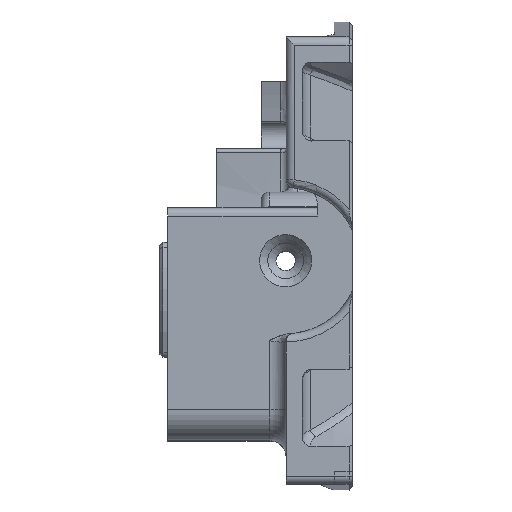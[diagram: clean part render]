
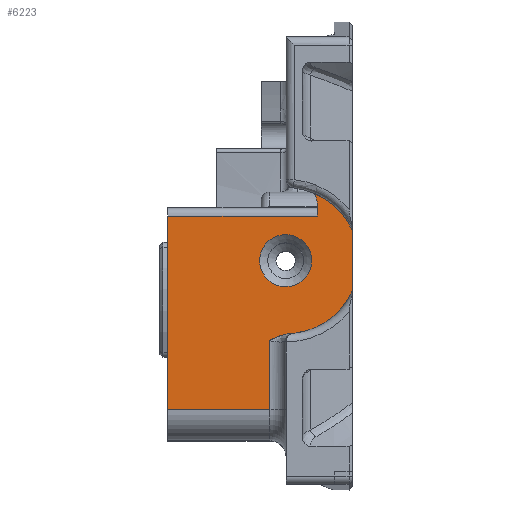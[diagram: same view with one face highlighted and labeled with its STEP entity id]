
A CAD part, top view. The second image highlights one B-rep face of the part: STEP entity #6223.
In plain terms, the highlighted planar face has unit normal (0, 0, 1).
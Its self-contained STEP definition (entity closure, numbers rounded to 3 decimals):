
#29=FACE_BOUND('',#1030,.T.);
#195=PLANE('',#6903);
#296=B_SPLINE_CURVE_WITH_KNOTS('',3,(#10319,#10320,#10321,#10322,#10323,
#10324,#10325,#10326,#10327,#10328),.UNSPECIFIED.,.F.,.F.,(4,2,2,2,4),(-0.302,
-0.302,-0.133,-0.031,0.),
 .UNSPECIFIED.);
#301=B_SPLINE_CURVE_WITH_KNOTS('',3,(#10412,#10413,#10414,#10415,#10416,
#10417),.UNSPECIFIED.,.F.,.F.,(4,2,4),(0.,0.04,
0.081),.UNSPECIFIED.);
#302=B_SPLINE_CURVE_WITH_KNOTS('',3,(#10470,#10471,#10472,#10473,#10474,
#10475,#10476,#10477),.UNSPECIFIED.,.F.,.F.,(4,2,2,4),(0.,0.048,
0.094,0.198),.UNSPECIFIED.);
#673=FACE_OUTER_BOUND('',#1029,.T.);
#1029=EDGE_LOOP('',(#5480,#5481,#5482,#5483,#5484,#5485,#5486,#5487,#5488,
#5489,#5490,#5491,#5492));
#1030=EDGE_LOOP('',(#5493));
#1299=LINE('',#10109,#1781);
#1342=LINE('',#10421,#1824);
#1369=LINE('',#10601,#1851);
#1396=LINE('',#11041,#1878);
#1398=LINE('',#11045,#1880);
#1493=LINE('',#11696,#1975);
#1781=VECTOR('',#7764,10.);
#1824=VECTOR('',#7959,10.);
#1851=VECTOR('',#8094,10.);
#1878=VECTOR('',#8283,10.);
#1880=VECTOR('',#8289,3.8);
#1975=VECTOR('',#8606,10.);
#2348=CIRCLE('',#6814,3.2);
#2376=CIRCLE('',#6904,9.);
#2377=CIRCLE('',#6905,9.);
#2378=CIRCLE('',#6906,9.);
#2379=CIRCLE('',#6907,9.);
#2676=VERTEX_POINT('',#10106);
#2677=VERTEX_POINT('',#10108);
#2716=VERTEX_POINT('',#10317);
#2717=VERTEX_POINT('',#10318);
#2729=VERTEX_POINT('',#10404);
#2730=VERTEX_POINT('',#10411);
#2731=VERTEX_POINT('',#10420);
#2765=VERTEX_POINT('',#10598);
#2766=VERTEX_POINT('',#10600);
#2837=VERTEX_POINT('',#11291);
#2925=VERTEX_POINT('',#11692);
#2926=VERTEX_POINT('',#11693);
#2927=VERTEX_POINT('',#11695);
#2928=VERTEX_POINT('',#11697);
#3399=EDGE_CURVE('',#2677,#2676,#1299,.T.);
#3472=EDGE_CURVE('',#2716,#2717,#296,.F.);
#3492=EDGE_CURVE('',#2729,#2730,#301,.T.);
#3494=EDGE_CURVE('',#2717,#2731,#1342,.T.);
#3504=EDGE_CURVE('',#2729,#2677,#302,.F.);
#3554=EDGE_CURVE('',#2765,#2766,#1369,.T.);
#3643=EDGE_CURVE('',#2766,#2676,#1396,.T.);
#3645=EDGE_CURVE('',#2731,#2765,#1398,.T.);
#3676=EDGE_CURVE('',#2837,#2837,#2348,.T.);
#3814=EDGE_CURVE('',#2925,#2926,#2376,.T.);
#3815=EDGE_CURVE('',#2925,#2927,#1493,.T.);
#3816=EDGE_CURVE('',#2928,#2927,#2377,.T.);
#3817=EDGE_CURVE('',#2730,#2928,#2378,.T.);
#3818=EDGE_CURVE('',#2926,#2716,#2379,.T.);
#5480=ORIENTED_EDGE('',*,*,#3814,.F.);
#5481=ORIENTED_EDGE('',*,*,#3815,.T.);
#5482=ORIENTED_EDGE('',*,*,#3816,.F.);
#5483=ORIENTED_EDGE('',*,*,#3817,.F.);
#5484=ORIENTED_EDGE('',*,*,#3492,.F.);
#5485=ORIENTED_EDGE('',*,*,#3504,.T.);
#5486=ORIENTED_EDGE('',*,*,#3399,.T.);
#5487=ORIENTED_EDGE('',*,*,#3643,.F.);
#5488=ORIENTED_EDGE('',*,*,#3554,.F.);
#5489=ORIENTED_EDGE('',*,*,#3645,.F.);
#5490=ORIENTED_EDGE('',*,*,#3494,.F.);
#5491=ORIENTED_EDGE('',*,*,#3472,.F.);
#5492=ORIENTED_EDGE('',*,*,#3818,.F.);
#5493=ORIENTED_EDGE('',*,*,#3676,.T.);
#6223=ADVANCED_FACE('',(#673,#29),#195,.T.);
#6814=AXIS2_PLACEMENT_3D('',#11293,#8340,#8341);
#6903=AXIS2_PLACEMENT_3D('',#11691,#8602,#8603);
#6904=AXIS2_PLACEMENT_3D('',#11694,#8604,#8605);
#6905=AXIS2_PLACEMENT_3D('',#11698,#8607,#8608);
#6906=AXIS2_PLACEMENT_3D('',#11699,#8609,#8610);
#6907=AXIS2_PLACEMENT_3D('',#11700,#8611,#8612);
#7764=DIRECTION('',(0.,-1.,0.));
#7959=DIRECTION('',(0.,-1.,0.));
#8094=DIRECTION('',(0.,1.,0.));
#8283=DIRECTION('',(1.,0.,0.));
#8289=DIRECTION('',(-1.,0.,0.));
#8340=DIRECTION('center_axis',(0.,0.,
-1.));
#8341=DIRECTION('ref_axis',(0.,1.,0.));
#8602=DIRECTION('center_axis',(0.,0.,
1.));
#8603=DIRECTION('ref_axis',(-1.,0.,0.));
#8604=DIRECTION('center_axis',(0.,0.,
-1.));
#8605=DIRECTION('ref_axis',(1.,0.,0.));
#8606=DIRECTION('',(0.,1.,0.));
#8607=DIRECTION('center_axis',(0.,0.,
-1.));
#8608=DIRECTION('ref_axis',(1.,0.,0.));
#8609=DIRECTION('center_axis',(0.,0.,
-1.));
#8610=DIRECTION('ref_axis',(1.,0.,0.));
#8611=DIRECTION('center_axis',(0.,0.,
-1.));
#8612=DIRECTION('ref_axis',(1.,0.,0.));
#10106=CARTESIAN_POINT('',(3.9,160.959,-56.778));
#10108=CARTESIAN_POINT('',(3.9,162.385,-56.778));
#10109=CARTESIAN_POINT('',(3.9,147.988,-56.778));
#10317=CARTESIAN_POINT('',(0.254,146.467,-56.778));
#10318=CARTESIAN_POINT('',(-1.954,145.657,-56.778));
#10319=CARTESIAN_POINT('Ctrl Pts',(-1.954,145.657,-56.778));
#10320=CARTESIAN_POINT('Ctrl Pts',(-1.952,145.657,-56.778));
#10321=CARTESIAN_POINT('Ctrl Pts',(-1.951,145.658,-56.778));
#10322=CARTESIAN_POINT('Ctrl Pts',(-1.569,145.816,-56.778));
#10323=CARTESIAN_POINT('Ctrl Pts',(-1.228,146.003,-56.778));
#10324=CARTESIAN_POINT('Ctrl Pts',(-0.694,146.247,
-56.778));
#10325=CARTESIAN_POINT('Ctrl Pts',(-0.387,146.375,
-56.778));
#10326=CARTESIAN_POINT('Ctrl Pts',(0.05,146.453,
-56.778));
#10327=CARTESIAN_POINT('Ctrl Pts',(0.152,146.465,-56.778));
#10328=CARTESIAN_POINT('Ctrl Pts',(0.253,146.467,-56.778));
#10404=CARTESIAN_POINT('',(3.167,164.058,-56.779));
#10411=CARTESIAN_POINT('',(3.836,163.605,-56.778));
#10412=CARTESIAN_POINT('Ctrl Pts',(3.167,164.057,-56.778));
#10413=CARTESIAN_POINT('Ctrl Pts',(3.263,163.964,-56.778));
#10414=CARTESIAN_POINT('Ctrl Pts',(3.371,163.879,-56.778));
#10415=CARTESIAN_POINT('Ctrl Pts',(3.595,163.73,-56.778));
#10416=CARTESIAN_POINT('Ctrl Pts',(3.714,163.663,-56.778));
#10417=CARTESIAN_POINT('Ctrl Pts',(3.836,163.605,-56.778));
#10420=CARTESIAN_POINT('',(-1.954,137.164,-56.778));
#10421=CARTESIAN_POINT('',(-1.954,151.237,-56.778));
#10470=CARTESIAN_POINT('Ctrl Pts',(3.9,162.385,-56.778));
#10471=CARTESIAN_POINT('Ctrl Pts',(3.9,162.546,-56.778));
#10472=CARTESIAN_POINT('Ctrl Pts',(3.882,162.707,-56.778));
#10473=CARTESIAN_POINT('Ctrl Pts',(3.814,163.012,-56.778));
#10474=CARTESIAN_POINT('Ctrl Pts',(3.766,163.156,-56.778));
#10475=CARTESIAN_POINT('Ctrl Pts',(3.564,163.612,-56.778));
#10476=CARTESIAN_POINT('Ctrl Pts',(3.366,163.865,-56.778));
#10477=CARTESIAN_POINT('Ctrl Pts',(3.167,164.057,-56.778));
#10598=CARTESIAN_POINT('',(-14.5,137.164,-56.778));
#10600=CARTESIAN_POINT('',(-14.5,160.959,-56.778));
#10601=CARTESIAN_POINT('',(-14.5,151.238,-56.778));
#11041=CARTESIAN_POINT('',(-7.25,160.959,-56.778));
#11045=CARTESIAN_POINT('',(4.1,137.164,-56.778));
#11291=CARTESIAN_POINT('',(0.,152.264,-56.778));
#11293=CARTESIAN_POINT('Origin',(0.,155.464,-56.778));
#11691=CARTESIAN_POINT('Origin',(0.,147.011,
-56.778));
#11692=CARTESIAN_POINT('',(8.2,151.755,-56.778));
#11693=CARTESIAN_POINT('',(6.,148.755,-56.778));
#11694=CARTESIAN_POINT('Origin',(0.,155.464,-56.778));
#11695=CARTESIAN_POINT('',(8.2,159.173,-56.778));
#11696=CARTESIAN_POINT('',(8.2,153.378,-56.778));
#11697=CARTESIAN_POINT('',(6.,162.171,-56.778));
#11698=CARTESIAN_POINT('Origin',(0.,155.464,-56.778));
#11699=CARTESIAN_POINT('Origin',(0.,155.464,-56.778));
#11700=CARTESIAN_POINT('Origin',(0.,155.464,-56.778));
